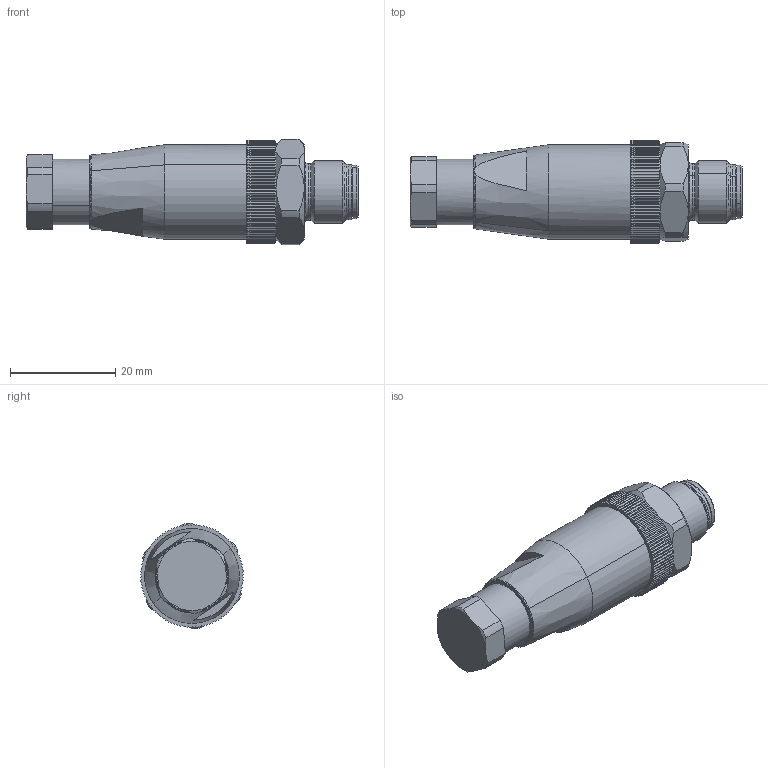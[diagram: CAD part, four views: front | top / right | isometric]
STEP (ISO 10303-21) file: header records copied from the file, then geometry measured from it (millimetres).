
FILE_DESCRIPTION((''),'2;1');
FILE_NAME('DM_CAD-1907','2013-12-10T',('creinig-se'),(''),'PRO/ENGINEER BY PARAMETRIC TECHNOLOGY CORPORATION, 2013050','PRO/ENGINEER BY PARAMETRIC TECHNOLOGY CORPORATION, 2013050','');
FILE_SCHEMA(('CONFIG_CONTROL_DESIGN'));
Length unit declared in the file: millimetre
Products named in the file (1): DM_CAD-1907
Bounding box: 63.1 x 19.59 x 20 mm (x, y, z)
Volume: 12093.4 mm3; surface area: 4104.5 mm2
Topology: 1 solids, 1 shells, 436 faces, 1251 edges, 821 vertices
Faces by surface type: plane 241, cylinder 141, cone 34, torus 12, sphere 8
Entity records: 15135 total; most frequent: CARTESIAN_POINT 3823, ORIENTED_EDGE 2486, DIRECTION 2244, EDGE_CURVE 1243, VERTEX_POINT 821, AXIS2_PLACEMENT_3D 815, VECTOR 614, LINE 614
